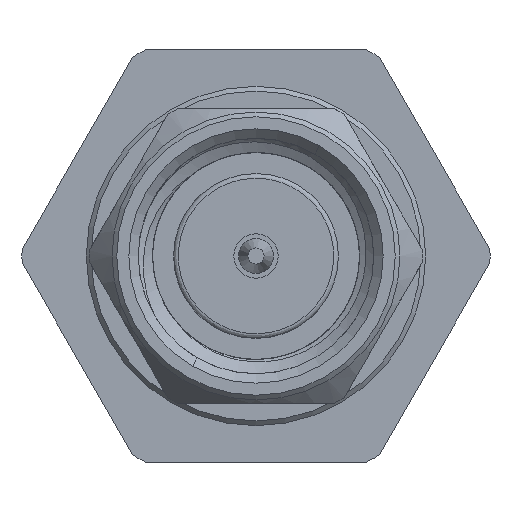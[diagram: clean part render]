
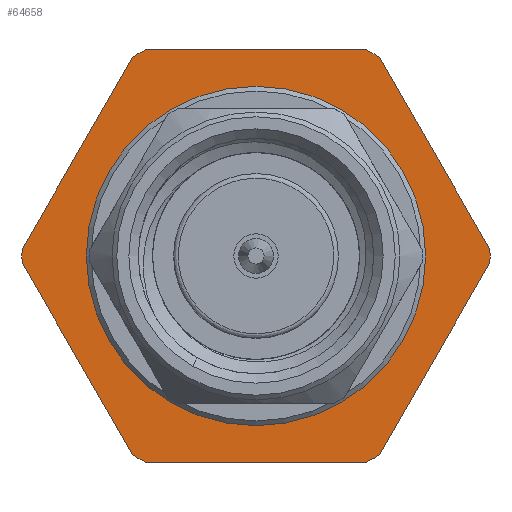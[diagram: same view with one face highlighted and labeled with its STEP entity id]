
A CAD part, left-side view. The second image highlights one B-rep face of the part: STEP entity #64658.
In plain terms, the highlighted planar face has unit normal (-1, 0, 0).
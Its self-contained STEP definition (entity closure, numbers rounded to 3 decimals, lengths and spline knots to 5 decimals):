
#583 = EDGE_CURVE ( 'NONE', #41467, #4947, #29147, .T. ) ;
#620 = DIRECTION ( 'NONE',  ( 0., 0., 1. ) ) ;
#795 = CIRCLE ( 'NONE', #39057, 0.24844 ) ;
#1785 = DIRECTION ( 'NONE',  ( 0., 0., -1. ) ) ;
#1862 = DIRECTION ( 'NONE',  ( 1., 0., 0. ) ) ;
#2279 = VERTEX_POINT ( 'NONE', #55002 ) ;
#3118 = VERTEX_POINT ( 'NONE', #39943 ) ;
#3484 = EDGE_CURVE ( 'NONE', #24009, #18313, #42280, .T. ) ;
#3858 = EDGE_CURVE ( 'NONE', #24009, #37316, #48810, .T. ) ;
#3863 = CIRCLE ( 'NONE', #44226, 0.13197 ) ;
#4947 = VERTEX_POINT ( 'NONE', #18661 ) ;
#5442 = CARTESIAN_POINT ( 'NONE',  ( 0.94491, 0.13197, 0. ) ) ;
#6047 = ORIENTED_EDGE ( 'NONE', *, *, #9132, .F. ) ;
#6363 = DIRECTION ( 'NONE',  ( 0., 0.5, -0.866 ) ) ;
#6652 = CARTESIAN_POINT ( 'NONE',  ( 0.94491, 0., 0. ) ) ;
#6798 = DIRECTION ( 'NONE',  ( 0., 0., -1. ) ) ;
#9132 = EDGE_CURVE ( 'NONE', #3118, #59745, #54338, .T. ) ;
#9820 = DIRECTION ( 'NONE',  ( 0., 0., -1. ) ) ;
#10408 = CARTESIAN_POINT ( 'NONE',  ( 0.94491, -0.13056, 0.21136 ) ) ;
#11202 = DIRECTION ( 'NONE',  ( 1., 0., 0. ) ) ;
#11896 = CARTESIAN_POINT ( 'NONE',  ( 0.94491, -0.1263, 0.21875 ) ) ;
#12673 = DIRECTION ( 'NONE',  ( 0., -0.5, -0.866 ) ) ;
#12914 = EDGE_CURVE ( 'NONE', #38110, #44077, #795, .T. ) ;
#13873 = AXIS2_PLACEMENT_3D ( 'NONE', #6652, #1862, #64483 ) ;
#14293 = CARTESIAN_POINT ( 'NONE',  ( 0.94491, 0.11776, 0.21875 ) ) ;
#15047 = VECTOR ( 'NONE', #12673, 39.37008 ) ;
#15293 = EDGE_CURVE ( 'NONE', #41467, #59745, #20100, .T. ) ;
#15503 = EDGE_CURVE ( 'NONE', #2279, #25338, #51944, .T. ) ;
#17472 = CARTESIAN_POINT ( 'NONE',  ( 0.94491, 0.25259, 0. ) ) ;
#18313 = VERTEX_POINT ( 'NONE', #53990 ) ;
#18378 = VECTOR ( 'NONE', #47811, 39.37008 ) ;
#18661 = CARTESIAN_POINT ( 'NONE',  ( 0.94491, -0.11776, -0.21875 ) ) ;
#19771 = CARTESIAN_POINT ( 'NONE',  ( 0.94491, -0.1263, -0.21875 ) ) ;
#20100 = LINE ( 'NONE', #19771, #67506 ) ;
#20196 = DIRECTION ( 'NONE',  ( 0., 0., -1. ) ) ;
#21743 = DIRECTION ( 'NONE',  ( 0., 0.5, 0.866 ) ) ;
#22612 = LINE ( 'NONE', #17472, #15047 ) ;
#23099 = EDGE_CURVE ( 'NONE', #38110, #4947, #32799, .T. ) ;
#23723 = ORIENTED_EDGE ( 'NONE', *, *, #15293, .T. ) ;
#24009 = VERTEX_POINT ( 'NONE', #58278 ) ;
#24170 = CARTESIAN_POINT ( 'NONE',  ( 0.94491, 0., 0. ) ) ;
#24498 = ORIENTED_EDGE ( 'NONE', *, *, #583, .F. ) ;
#24739 = PLANE ( 'NONE',  #37467 ) ;
#25338 = VERTEX_POINT ( 'NONE', #10408 ) ;
#25896 = VECTOR ( 'NONE', #6363, 39.37008 ) ;
#26635 = LINE ( 'NONE', #11896, #18378 ) ;
#26973 = CARTESIAN_POINT ( 'NONE',  ( 0.94491, 0.24833, -0.00739 ) ) ;
#28240 = VERTEX_POINT ( 'NONE', #26973 ) ;
#28464 = DIRECTION ( 'NONE',  ( 1., 0., 0. ) ) ;
#29147 = CIRCLE ( 'NONE', #13873, 0.24844 ) ;
#30447 = ORIENTED_EDGE ( 'NONE', *, *, #35911, .T. ) ;
#31069 = DIRECTION ( 'NONE',  ( 0., 0., -1. ) ) ;
#32799 = LINE ( 'NONE', #54686, #34512 ) ;
#33926 = CARTESIAN_POINT ( 'NONE',  ( 0.94491, 0.13056, -0.21136 ) ) ;
#34473 = AXIS2_PLACEMENT_3D ( 'NONE', #46976, #57934, #62407 ) ;
#34512 = VECTOR ( 'NONE', #48523, 39.37008 ) ;
#34561 = ORIENTED_EDGE ( 'NONE', *, *, #23099, .T. ) ;
#35238 = ORIENTED_EDGE ( 'NONE', *, *, #44856, .T. ) ;
#35575 = CARTESIAN_POINT ( 'NONE',  ( 0.94491, 0., 0. ) ) ;
#35734 = ORIENTED_EDGE ( 'NONE', *, *, #51961, .T. ) ;
#35911 = EDGE_CURVE ( 'NONE', #2279, #37316, #26635, .T. ) ;
#36148 = CARTESIAN_POINT ( 'NONE',  ( 0.94491, 0., 0. ) ) ;
#37117 = VERTEX_POINT ( 'NONE', #41911 ) ;
#37316 = VERTEX_POINT ( 'NONE', #14293 ) ;
#37467 = AXIS2_PLACEMENT_3D ( 'NONE', #5442, #56197, #620 ) ;
#37668 = CARTESIAN_POINT ( 'NONE',  ( 0.94491, -0.24833, -0.00739 ) ) ;
#38110 = VERTEX_POINT ( 'NONE', #42644 ) ;
#38148 = LINE ( 'NONE', #63820, #58647 ) ;
#38353 = EDGE_LOOP ( 'NONE', ( #35238 ) ) ;
#38699 = CARTESIAN_POINT ( 'NONE',  ( 0.94491, -0.13056, -0.21136 ) ) ;
#39057 = AXIS2_PLACEMENT_3D ( 'NONE', #35575, #67080, #20196 ) ;
#39061 = CARTESIAN_POINT ( 'NONE',  ( 0.94491, 0., 0. ) ) ;
#39943 = CARTESIAN_POINT ( 'NONE',  ( 0.94491, -0.24833, 0.00739 ) ) ;
#40800 = EDGE_LOOP ( 'NONE', ( #44926, #44982, #43401, #66508, #57966, #34561, #24498, #23723, #6047, #35734, #51250, #30447 ) ) ;
#41281 = DIRECTION ( 'NONE',  ( 1., 0., 0. ) ) ;
#41467 = VERTEX_POINT ( 'NONE', #38699 ) ;
#41911 = CARTESIAN_POINT ( 'NONE',  ( 0.94491, 0., -0.13197 ) ) ;
#42280 = LINE ( 'NONE', #47071, #25896 ) ;
#42644 = CARTESIAN_POINT ( 'NONE',  ( 0.94491, 0.11776, -0.21875 ) ) ;
#43401 = ORIENTED_EDGE ( 'NONE', *, *, #61641, .F. ) ;
#44077 = VERTEX_POINT ( 'NONE', #33926 ) ;
#44226 = AXIS2_PLACEMENT_3D ( 'NONE', #58086, #11202, #31069 ) ;
#44856 = EDGE_CURVE ( 'NONE', #37117, #37117, #3863, .T. ) ;
#44926 = ORIENTED_EDGE ( 'NONE', *, *, #3858, .F. ) ;
#44982 = ORIENTED_EDGE ( 'NONE', *, *, #3484, .T. ) ;
#46412 = DIRECTION ( 'NONE',  ( 0., -0.5, 0.866 ) ) ;
#46976 = CARTESIAN_POINT ( 'NONE',  ( 0.94491, 0., 0. ) ) ;
#47071 = CARTESIAN_POINT ( 'NONE',  ( 0.94491, 0.1263, 0.21875 ) ) ;
#47811 = DIRECTION ( 'NONE',  ( 0., 1., 0. ) ) ;
#48523 = DIRECTION ( 'NONE',  ( 0., -1., 0. ) ) ;
#48810 = CIRCLE ( 'NONE', #54289, 0.24844 ) ;
#51250 = ORIENTED_EDGE ( 'NONE', *, *, #15503, .F. ) ;
#51944 = CIRCLE ( 'NONE', #53008, 0.24844 ) ;
#51961 = EDGE_CURVE ( 'NONE', #3118, #25338, #38148, .T. ) ;
#52966 = FACE_OUTER_BOUND ( 'NONE', #40800, .T. ) ;
#53008 = AXIS2_PLACEMENT_3D ( 'NONE', #36148, #41281, #9820 ) ;
#53271 = EDGE_CURVE ( 'NONE', #28240, #44077, #22612, .T. ) ;
#53990 = CARTESIAN_POINT ( 'NONE',  ( 0.94491, 0.24833, 0.00739 ) ) ;
#54289 = AXIS2_PLACEMENT_3D ( 'NONE', #24170, #65912, #6798 ) ;
#54338 = CIRCLE ( 'NONE', #64176, 0.24844 ) ;
#54686 = CARTESIAN_POINT ( 'NONE',  ( 0.94491, 0.1263, -0.21875 ) ) ;
#55002 = CARTESIAN_POINT ( 'NONE',  ( 0.94491, -0.11776, 0.21875 ) ) ;
#56197 = DIRECTION ( 'NONE',  ( -1., 0., 0. ) ) ;
#57934 = DIRECTION ( 'NONE',  ( 1., 0., 0. ) ) ;
#57966 = ORIENTED_EDGE ( 'NONE', *, *, #12914, .F. ) ;
#58086 = CARTESIAN_POINT ( 'NONE',  ( 0.94491, 0., 0. ) ) ;
#58278 = CARTESIAN_POINT ( 'NONE',  ( 0.94491, 0.13056, 0.21136 ) ) ;
#58647 = VECTOR ( 'NONE', #21743, 39.37008 ) ;
#59745 = VERTEX_POINT ( 'NONE', #37668 ) ;
#61641 = EDGE_CURVE ( 'NONE', #28240, #18313, #63983, .T. ) ;
#62407 = DIRECTION ( 'NONE',  ( 0., 0., -1. ) ) ;
#63820 = CARTESIAN_POINT ( 'NONE',  ( 0.94491, -0.25259, 0. ) ) ;
#63983 = CIRCLE ( 'NONE', #34473, 0.24844 ) ;
#64176 = AXIS2_PLACEMENT_3D ( 'NONE', #39061, #28464, #1785 ) ;
#64483 = DIRECTION ( 'NONE',  ( 0., 0., -1. ) ) ;
#64658 = ADVANCED_FACE ( 'NONE', ( #66814, #52966 ), #24739, .T. ) ;
#65912 = DIRECTION ( 'NONE',  ( 1., 0., 0. ) ) ;
#66508 = ORIENTED_EDGE ( 'NONE', *, *, #53271, .T. ) ;
#66814 = FACE_BOUND ( 'NONE', #38353, .T. ) ;
#67080 = DIRECTION ( 'NONE',  ( 1., 0., 0. ) ) ;
#67506 = VECTOR ( 'NONE', #46412, 39.37008 ) ;
